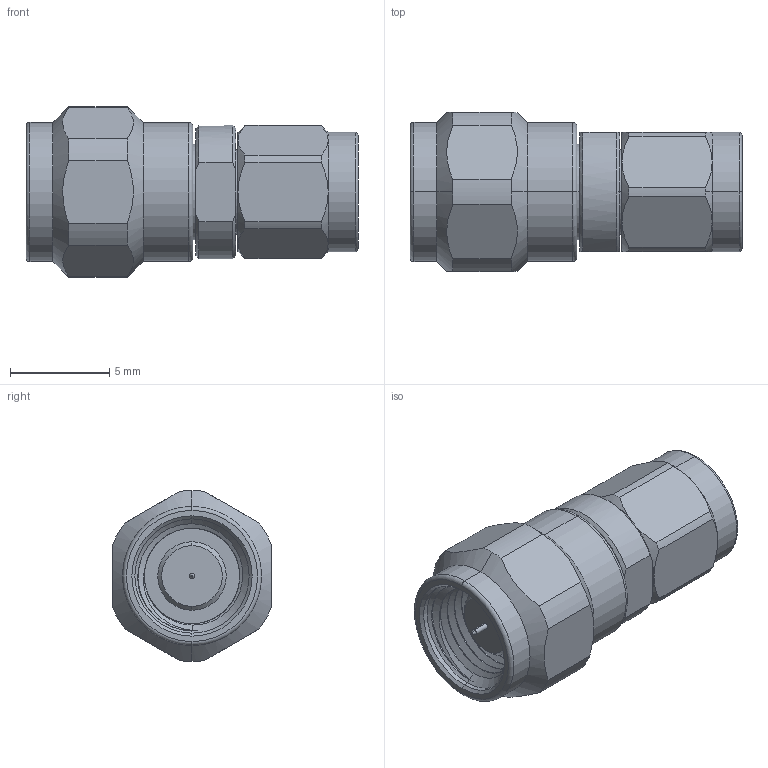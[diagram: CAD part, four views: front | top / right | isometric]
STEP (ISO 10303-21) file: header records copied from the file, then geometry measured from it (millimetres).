
FILE_DESCRIPTION (( 'STEP AP214' ), '1' );
FILE_NAME ('FMAD10010_3D.step', '2024-06-18T16:17:14', ( '' ), ( '' ), 'SwSTEP 2.0', 'SolidWorks 2022', '' );
FILE_SCHEMA (( 'AUTOMOTIVE_DESIGN' ));
Length unit declared in the file: millimetre
Products named in the file (1): FMAD10010_3D
Bounding box: 16.71 x 8 x 8.6 mm (x, y, z)
Volume: 530.1 mm3; surface area: 740.3 mm2
Topology: 1 solids, 1 shells, 163 faces, 405 edges, 255 vertices
Faces by surface type: cylinder 81, cone 44, plane 28, torus 6, bspline 4
Entity records: 7783 total; most frequent: CARTESIAN_POINT 4037, ORIENTED_EDGE 810, DIRECTION 731, EDGE_CURVE 405, AXIS2_PLACEMENT_3D 303, VERTEX_POINT 255, EDGE_LOOP 174, FACE_OUTER_BOUND 163
